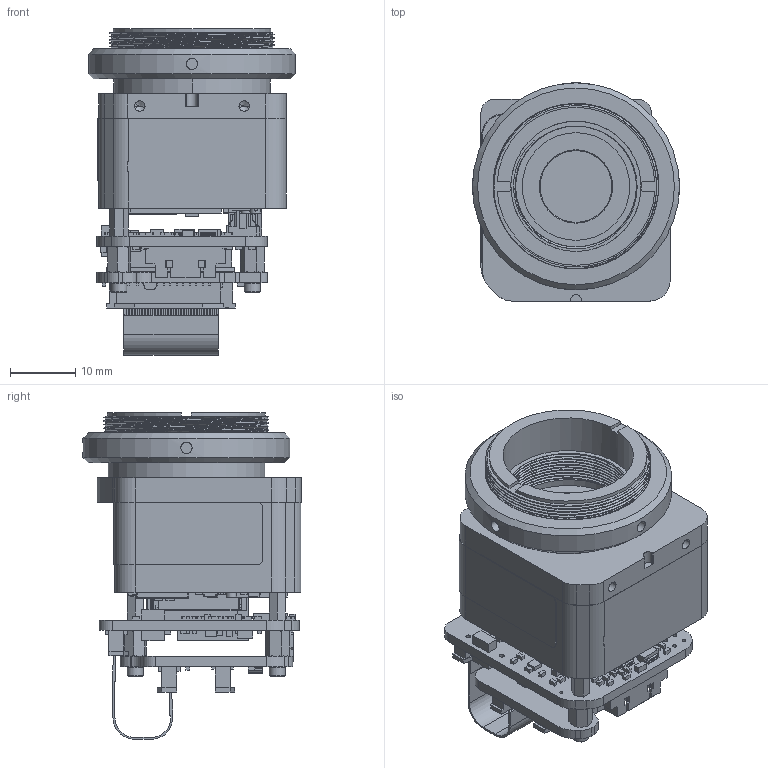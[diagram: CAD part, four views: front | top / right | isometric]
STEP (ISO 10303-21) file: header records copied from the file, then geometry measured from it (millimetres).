
FILE_DESCRIPTION (( 'STEP AP214' ), '1' );
FILE_NAME ('Viento-10 MIPI No Lens M19 Mount ICD CAD.STEP', '2024-06-20T22:49:09', ( '' ), ( '' ), 'SwSTEP 2.0', 'SolidWorks 2023', '' );
FILE_SCHEMA (( 'AUTOMOTIVE_DESIGN' ));
Length unit declared in the file: millimetre
Products named in the file (1): Viento-10 MIPI No Lens M19 Mount ICD CAD
Bounding box: 31.75 x 33.45 x 50.09 mm (x, y, z)
Volume: 19762.5 mm3; surface area: 15539.9 mm2
Topology: 10 solids, 10 shells, 3180 faces, 8651 edges, 5730 vertices
Faces by surface type: plane 2707, cylinder 401, cone 42, bspline 26, sphere 4
Full cylindrical faces by diameter (mm): 0.203 x3, 0.432 x7, 0.508 x2, 0.6 x6, 0.75 x2, 0.864 x3, 1.112 x2, 1.524 x4, 1.727 x4, 1.9 x4, 2.438 x2, 19.99 x1, 24.232 x1, 26.6 x1, 26.722 x1, 31.751 x1
Entity records: 111225 total; most frequent: CARTESIAN_POINT 30400, ORIENTED_EDGE 17152, DIRECTION 15550, EDGE_CURVE 8576, VECTOR 7614, LINE 7614, VERTEX_POINT 5720, AXIS2_PLACEMENT_3D 3968
